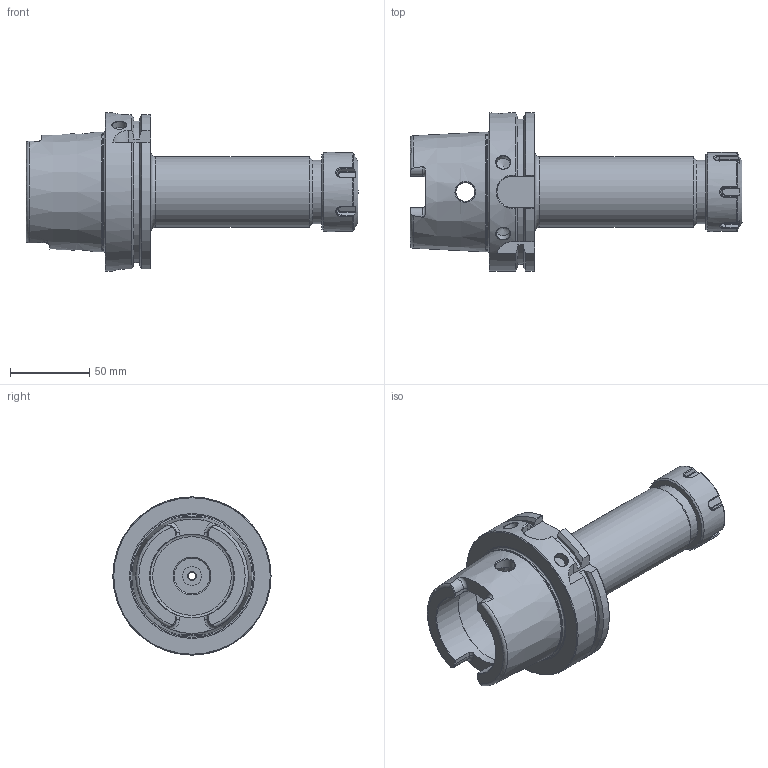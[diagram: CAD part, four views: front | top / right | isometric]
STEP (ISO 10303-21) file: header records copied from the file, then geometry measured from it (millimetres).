
FILE_DESCRIPTION(/* description */ ('ER COLLET CHUCK'),/* implementation_level */ '2;1');
FILE_NAME(/* name */ 'H100-32ERF630.stp',/* time_stamp */ '2017-01-26T16:02:34-05:00',/* author */ ('davhar'),/* organization */ (''),/* preprocessor_version */ 'ST-DEVELOPER v16.1',/* originating_system */ 'Autodesk Inventor 2016',/* authorisation */ '23.5 in^3');
FILE_SCHEMA (('AUTOMOTIVE_DESIGN { 1 0 10303 214 3 1 1 }'));
Length unit declared in the file: inch
Products named in the file (4): H100-32ER630-1; 32ERN; BS-18; H100-32ERF630
Assembly tree (3 placements, depth 2):
  H100-32ERF630
    H100-32ER630-1
    32ERN
    BS-18
Bounding box: 210.02 x 100 x 100 mm (x, y, z)
Volume: 406778.7 mm3; surface area: 83955.7 mm2
Topology: 3 solids, 3 shells, 234 faces, 587 edges, 364 vertices
Faces by surface type: plane 84, cylinder 60, cone 46, torus 25, bspline 19
Full cylindrical faces by diameter (mm): 7.112 x1, 9 x2, 10 x1, 12 x3, 17.78 x2, 20.371 x1, 20.447 x1, 22.377 x1, 23.495 x1, 25.016 x1, 27 x1, 38.65 x1, 40 x1, 41 x1, 44.45 x1, 50 x1, 53 x2, 63 x1, 75.364 x1, 100 x1
Entity records: 8744 total; most frequent: CARTESIAN_POINT 3619, ORIENTED_EDGE 1022, DIRECTION 943, EDGE_CURVE 511, AXIS2_PLACEMENT_3D 394, VERTEX_POINT 346, EDGE_LOOP 307, FACE_OUTER_BOUND 234
